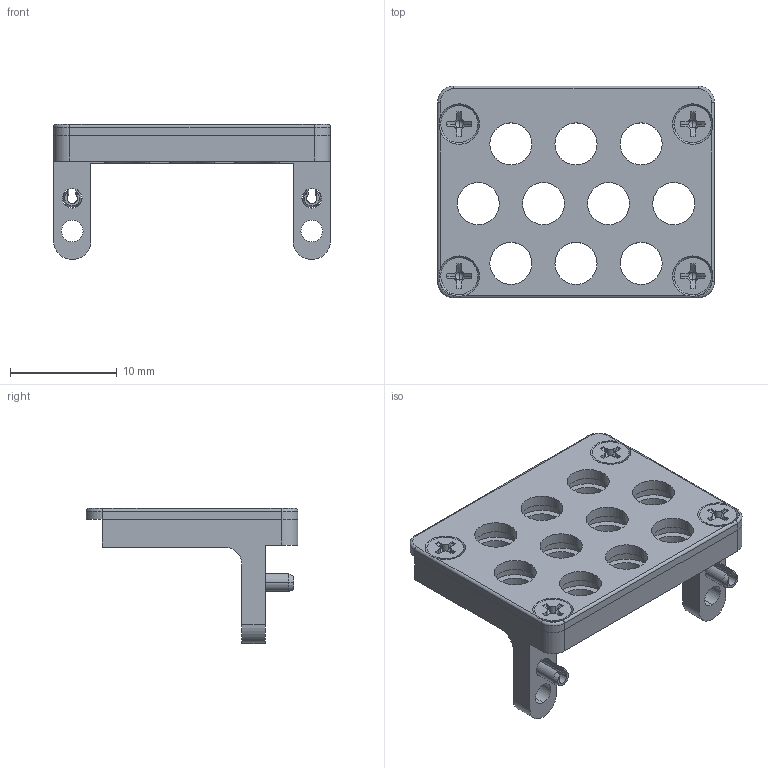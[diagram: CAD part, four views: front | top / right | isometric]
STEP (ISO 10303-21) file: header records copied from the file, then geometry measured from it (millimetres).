
FILE_DESCRIPTION (( 'STEP AP214' ), '1' );
FILE_NAME ('FMCN49823_3D.step', '2023-09-20T09:15:21', ( '' ), ( '' ), 'SwSTEP 2.0', 'SolidWorks 2022', '' );
FILE_SCHEMA (( 'AUTOMOTIVE_DESIGN' ));
Length unit declared in the file: foot
Products named in the file (6): 002-VTC10C-CR-1^SMPM VITA 67.3 10 Port Plug-In Module C(002-VTC10C-CR)_FMCN49823; 006-VTC14C-CR-3^SMPM VITA 67.3 10 Port Plug-In Module C(002-VTC10C-CR)_FMCN49823; C^SMPM VITA 67.3 10 Port Plug-In Module C(002-VTC10C-CR)_FMCN49823; 002-VTC10C-CR^SMPM VITA 67.3 10 Port Plug-In Module C(002-VTC10C-CR)_FMCN49823; SMPM VITA 67.3 10 Port Plug-In Module C(002-VTC10C-CR)^FMCN49823; FMCN49823_3D
Assembly tree (9 placements, depth 3):
  FMCN49823_3D
    SMPM VITA 67.3 10 Port Plug-In Module C(002-VTC10C-CR)^FMCN49823
      002-VTC10C-CR-1^SMPM VITA 67.3 10 Port Plug-In Module C(002-VTC10C-CR)_FMCN49823
      006-VTC14C-CR-3^SMPM VITA 67.3 10 Port Plug-In Module C(002-VTC10C-CR)_FMCN49823  x4
      C^SMPM VITA 67.3 10 Port Plug-In Module C(002-VTC10C-CR)_FMCN49823  x2
      002-VTC10C-CR^SMPM VITA 67.3 10 Port Plug-In Module C(002-VTC10C-CR)_FMCN49823
Bounding box: 25.91 x 19.81 x 12.64 mm (x, y, z)
Volume: 1323.4 mm3; surface area: 2748.4 mm2
Topology: 8 solids, 8 shells, 433 faces, 1154 edges, 748 vertices
Faces by surface type: cylinder 238, plane 101, cone 70, bspline 12, sphere 8, torus 4
Entity records: 9066 total; most frequent: CARTESIAN_POINT 2719, DIRECTION 1301, ORIENTED_EDGE 1264, EDGE_CURVE 632, AXIS2_PLACEMENT_3D 528, VERTEX_POINT 406, EDGE_LOOP 308, CIRCLE 279
